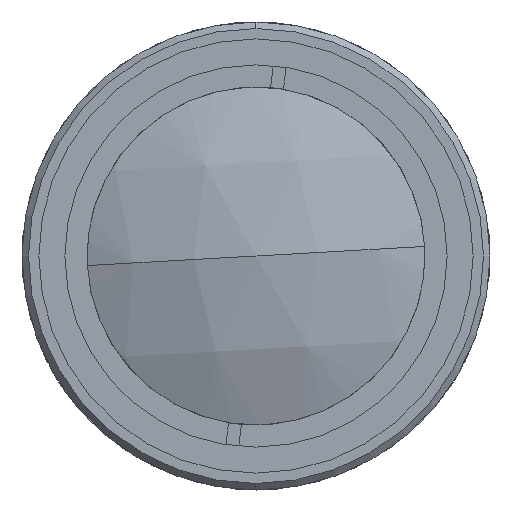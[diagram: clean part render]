
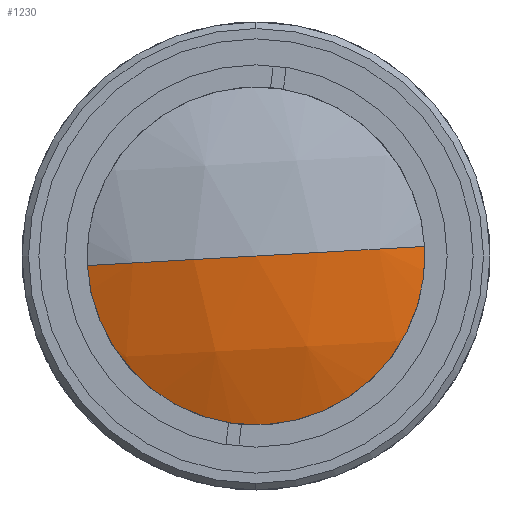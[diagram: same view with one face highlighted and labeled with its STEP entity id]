
A CAD part, left-side view. The second image highlights one B-rep face of the part: STEP entity #1230.
In plain terms, the highlighted spherical face has radius 34.13 mm.
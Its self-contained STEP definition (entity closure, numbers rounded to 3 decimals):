
#126 = CARTESIAN_POINT ( 'NONE',  ( 42.13, 0., 0. ) ) ;
#142 = AXIS2_PLACEMENT_3D ( 'NONE', #996, #970, #3867 ) ;
#165 = CARTESIAN_POINT ( 'NONE',  ( 11.003, -13.977, 0.794 ) ) ;
#341 = SPHERICAL_SURFACE ( 'NONE', #2854, 34.13 ) ;
#851 = EDGE_CURVE ( 'NONE', #4177, #3200, #1795, .T. ) ;
#862 = CARTESIAN_POINT ( 'NONE',  ( 11.003, 13.977, -0.794 ) ) ;
#970 = DIRECTION ( 'NONE',  ( 0., -0.057, -0.998 ) ) ;
#996 = CARTESIAN_POINT ( 'NONE',  ( 42.13, 0., 0. ) ) ;
#1185 = CIRCLE ( 'NONE', #4672, 34.13 ) ;
#1197 = EDGE_CURVE ( 'NONE', #3200, #2656, #4448, .T. ) ;
#1230 = ADVANCED_FACE ( 'NONE', ( #1767 ), #341, .T. ) ;
#1334 = CARTESIAN_POINT ( 'NONE',  ( 42.13, 0., 0. ) ) ;
#1622 = EDGE_CURVE ( 'NONE', #4177, #2656, #1185, .T. ) ;
#1767 = FACE_OUTER_BOUND ( 'NONE', #1926, .T. ) ;
#1782 = DIRECTION ( 'NONE',  ( 0., 0.998, -0.057 ) ) ;
#1795 = CIRCLE ( 'NONE', #4219, 14. ) ;
#1926 = EDGE_LOOP ( 'NONE', ( #4261, #2619, #3672 ) ) ;
#2049 = CARTESIAN_POINT ( 'NONE',  ( 8., 0., 0. ) ) ;
#2460 = DIRECTION ( 'NONE',  ( 0., -0.057, -0.998 ) ) ;
#2619 = ORIENTED_EDGE ( 'NONE', *, *, #1197, .T. ) ;
#2656 = VERTEX_POINT ( 'NONE', #2049 ) ;
#2814 = DIRECTION ( 'NONE',  ( 0., 0.057, 0.998 ) ) ;
#2854 = AXIS2_PLACEMENT_3D ( 'NONE', #1334, #2460, #1782 ) ;
#3104 = DIRECTION ( 'NONE',  ( 0., 0.057, 0.998 ) ) ;
#3167 = DIRECTION ( 'NONE',  ( -1., 0., 0. ) ) ;
#3190 = CARTESIAN_POINT ( 'NONE',  ( 11.003, 0., 0. ) ) ;
#3200 = VERTEX_POINT ( 'NONE', #165 ) ;
#3672 = ORIENTED_EDGE ( 'NONE', *, *, #1622, .F. ) ;
#3867 = DIRECTION ( 'NONE',  ( 0., 0.998, -0.057 ) ) ;
#4080 = DIRECTION ( 'NONE',  ( 0., -0.998, 0.057 ) ) ;
#4177 = VERTEX_POINT ( 'NONE', #862 ) ;
#4219 = AXIS2_PLACEMENT_3D ( 'NONE', #3190, #3167, #2814 ) ;
#4261 = ORIENTED_EDGE ( 'NONE', *, *, #851, .T. ) ;
#4448 = CIRCLE ( 'NONE', #142, 34.13 ) ;
#4672 = AXIS2_PLACEMENT_3D ( 'NONE', #126, #3104, #4080 ) ;
